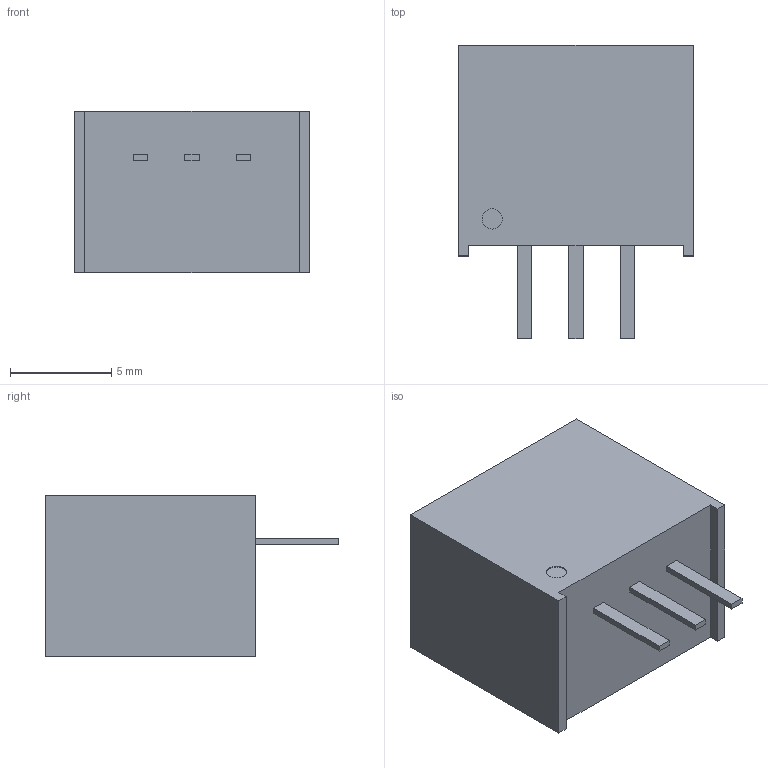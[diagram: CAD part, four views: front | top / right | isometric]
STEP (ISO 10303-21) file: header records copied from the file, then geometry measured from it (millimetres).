
FILE_DESCRIPTION((''),'2;1');
FILE_NAME('K78_M-1000R3','2017-10-13T',('eng706'),(''),'PRO/ENGINEER BY PARAMETRIC TECHNOLOGY CORPORATION, 2014000','PRO/ENGINEER BY PARAMETRIC TECHNOLOGY CORPORATION, 2014000','');
FILE_SCHEMA(('AUTOMOTIVE_DESIGN { 1 0 10303 214 1 1 1 1 }'));
Length unit declared in the file: millimetre
Products named in the file (1): K78_M-1000R3
Bounding box: 11.6 x 14.5 x 8 mm (x, y, z)
Volume: 925.6 mm3; surface area: 618.4 mm2
Topology: 1 solids, 1 shells, 28 faces, 66 edges, 44 vertices
Faces by surface type: plane 26, cylinder 2
Entity records: 1345 total; most frequent: CARTESIAN_POINT 140, ORIENTED_EDGE 132, COLOUR_RGB 128, DIRECTION 126, PRESENTATION_STYLE_ASSIGNMENT 80, STYLED_ITEM 67, CURVE_STYLE 66, EDGE_CURVE 66
